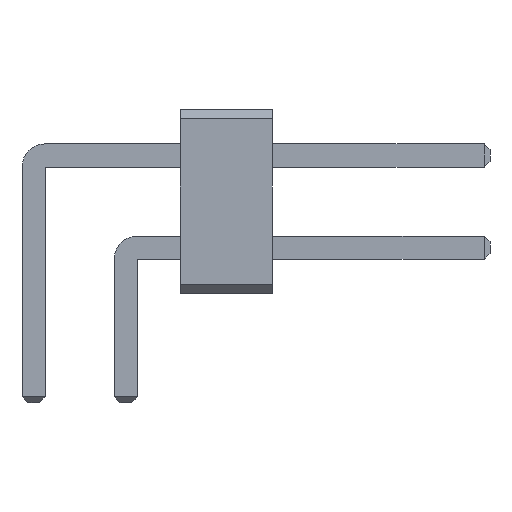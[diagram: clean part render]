
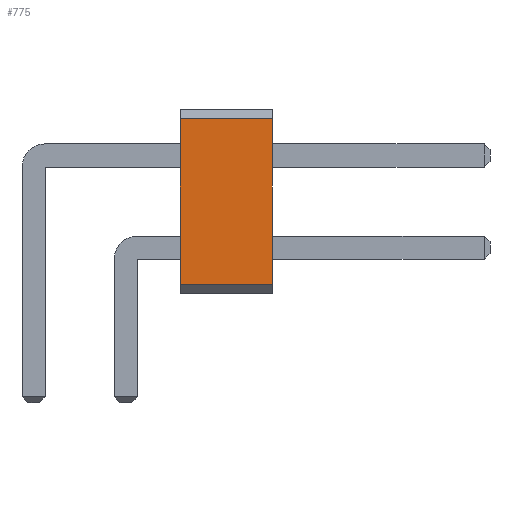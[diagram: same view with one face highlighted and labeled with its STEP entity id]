
A CAD part, front view. The second image highlights one B-rep face of the part: STEP entity #775.
In plain terms, the highlighted planar face has unit normal (0, -1, 0).
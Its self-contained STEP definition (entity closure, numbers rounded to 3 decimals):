
#13=DIRECTION('',(0.,0.,1.));
#27=VECTOR('',#28,1.);
#28=DIRECTION('',(1.,0.,0.));
#57=DIRECTION('',(0.,-1.,0.));
#762=VERTEX_POINT('',#763);
#763=CARTESIAN_POINT('',(6.58,-31.75,0.254));
#766=EDGE_CURVE('',#767,#762,#769,.T.);
#767=VERTEX_POINT('',#768);
#768=CARTESIAN_POINT('',(4.04,-31.75,0.254));
#769=LINE('',#768,#27);
#775=ADVANCED_FACE('',(#776),#793,.T.);
#776=FACE_BOUND('',#777,.T.);
#777=EDGE_LOOP('',(#778,#779,#785,#790));
#778=ORIENTED_EDGE('',*,*,#766,.T.);
#779=ORIENTED_EDGE('',*,*,#780,.T.);
#780=EDGE_CURVE('',#762,#781,#783,.T.);
#781=VERTEX_POINT('',#782);
#782=CARTESIAN_POINT('',(6.58,-31.75,4.826));
#783=LINE('',#763,#784);
#784=VECTOR('',#13,1.);
#785=ORIENTED_EDGE('',*,*,#786,.F.);
#786=EDGE_CURVE('',#787,#781,#789,.T.);
#787=VERTEX_POINT('',#788);
#788=CARTESIAN_POINT('',(4.04,-31.75,4.826));
#789=LINE('',#788,#27);
#790=ORIENTED_EDGE('',*,*,#791,.F.);
#791=EDGE_CURVE('',#767,#787,#792,.T.);
#792=LINE('',#768,#784);
#793=PLANE('',#794);
#794=AXIS2_PLACEMENT_3D('',#768,#57,#13);
